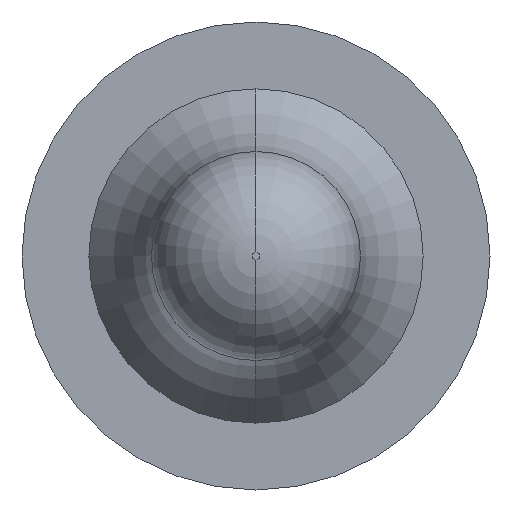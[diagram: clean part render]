
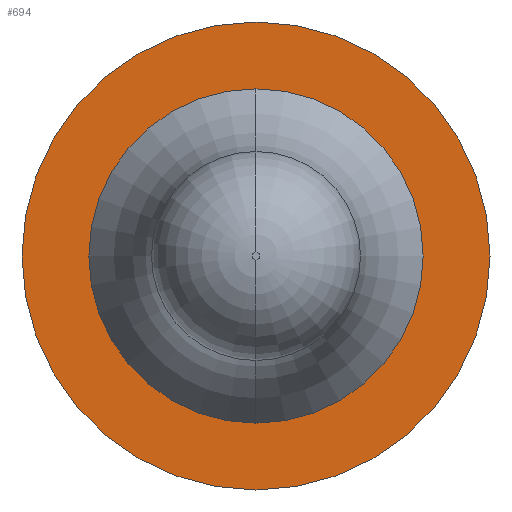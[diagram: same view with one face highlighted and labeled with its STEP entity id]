
A CAD part, left-side view. The second image highlights one B-rep face of the part: STEP entity #694.
In plain terms, the highlighted planar face has unit normal (-1, 0, 0).
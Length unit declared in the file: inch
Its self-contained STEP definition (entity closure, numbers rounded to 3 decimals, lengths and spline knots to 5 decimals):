
#119 = VERTEX_POINT ( 'NONE', #1570 ) ;
#190 = AXIS2_PLACEMENT_3D ( 'NONE', #1165, #998, #1005 ) ;
#237 = AXIS2_PLACEMENT_3D ( 'NONE', #750, #747, #743 ) ;
#298 = VERTEX_POINT ( 'NONE', #756 ) ;
#471 = CARTESIAN_POINT ( 'NONE',  ( -0.34, 0.02, 0. ) ) ;
#475 = DIRECTION ( 'NONE',  ( 1., 0., 0. ) ) ;
#480 = DIRECTION ( 'NONE',  ( 0., 0., -1. ) ) ;
#484 = ORIENTED_EDGE ( 'NONE', *, *, #678, .T. ) ;
#666 = EDGE_CURVE ( 'NONE', #1083, #119, #1677, .T. ) ;
#678 = EDGE_CURVE ( 'NONE', #298, #1236, #1524, .T. ) ;
#694 = ADVANCED_FACE ( 'NONE', ( #1662, #786 ), #1679, .F. ) ;
#710 = CIRCLE ( 'NONE', #237, 0.028 ) ;
#743 = DIRECTION ( 'NONE',  ( 0., 0., 1. ) ) ;
#747 = DIRECTION ( 'NONE',  ( -1., 0., 0. ) ) ;
#750 = CARTESIAN_POINT ( 'NONE',  ( -0.34, 0., 0. ) ) ;
#756 = CARTESIAN_POINT ( 'NONE',  ( -0.34, 0., -0.028 ) ) ;
#786 = FACE_OUTER_BOUND ( 'NONE', #1227, .T. ) ;
#902 = EDGE_LOOP ( 'NONE', ( #1118, #1116 ) ) ;
#919 = ORIENTED_EDGE ( 'NONE', *, *, #1690, .T. ) ;
#937 = CARTESIAN_POINT ( 'NONE',  ( -0.34, 0., 0.028 ) ) ;
#998 = DIRECTION ( 'NONE',  ( -1., 0., 0. ) ) ;
#1005 = DIRECTION ( 'NONE',  ( 0., 0., 1. ) ) ;
#1029 = CARTESIAN_POINT ( 'NONE',  ( -0.34, 0., -0.02 ) ) ;
#1041 = CARTESIAN_POINT ( 'NONE',  ( -0.34, 0., 0. ) ) ;
#1044 = DIRECTION ( 'NONE',  ( -1., 0., 0. ) ) ;
#1046 = DIRECTION ( 'NONE',  ( 0., 0., 1. ) ) ;
#1083 = VERTEX_POINT ( 'NONE', #1029 ) ;
#1116 = ORIENTED_EDGE ( 'NONE', *, *, #666, .F. ) ;
#1118 = ORIENTED_EDGE ( 'NONE', *, *, #1669, .F. ) ;
#1133 = CIRCLE ( 'NONE', #1661, 0.02 ) ;
#1165 = CARTESIAN_POINT ( 'NONE',  ( -0.34, 0., 0. ) ) ;
#1227 = EDGE_LOOP ( 'NONE', ( #919, #484 ) ) ;
#1228 = AXIS2_PLACEMENT_3D ( 'NONE', #471, #475, #480 ) ;
#1236 = VERTEX_POINT ( 'NONE', #937 ) ;
#1264 = AXIS2_PLACEMENT_3D ( 'NONE', #1610, #1500, #1680 ) ;
#1500 = DIRECTION ( 'NONE',  ( -1., 0., 0. ) ) ;
#1524 = CIRCLE ( 'NONE', #1264, 0.028 ) ;
#1570 = CARTESIAN_POINT ( 'NONE',  ( -0.34, 0., 0.02 ) ) ;
#1610 = CARTESIAN_POINT ( 'NONE',  ( -0.34, 0., 0. ) ) ;
#1661 = AXIS2_PLACEMENT_3D ( 'NONE', #1041, #1044, #1046 ) ;
#1662 = FACE_BOUND ( 'NONE', #902, .T. ) ;
#1669 = EDGE_CURVE ( 'NONE', #119, #1083, #1133, .T. ) ;
#1677 = CIRCLE ( 'NONE', #190, 0.02 ) ;
#1679 = PLANE ( 'NONE',  #1228 ) ;
#1680 = DIRECTION ( 'NONE',  ( 0., 0., 1. ) ) ;
#1690 = EDGE_CURVE ( 'NONE', #1236, #298, #710, .T. ) ;
